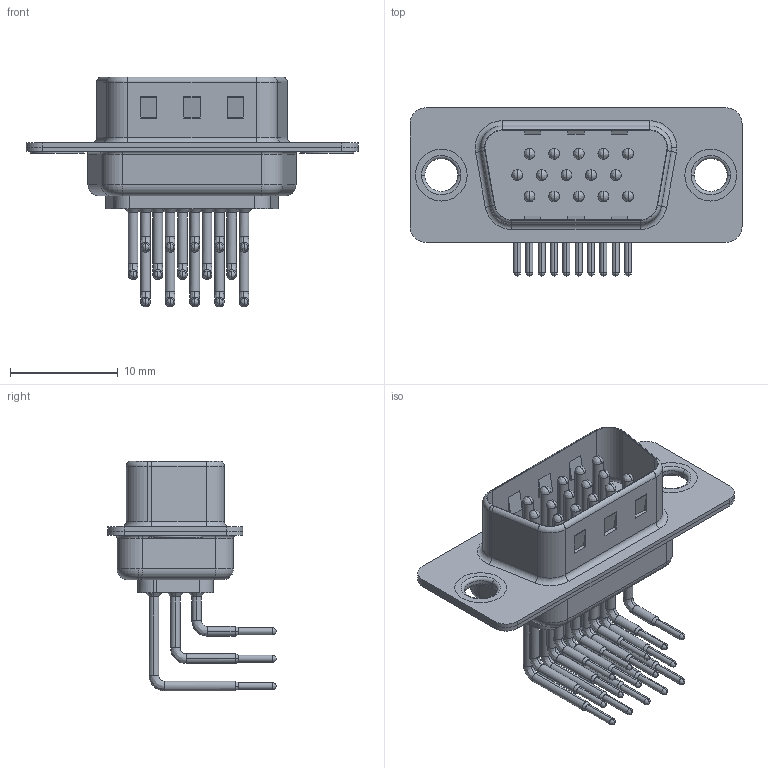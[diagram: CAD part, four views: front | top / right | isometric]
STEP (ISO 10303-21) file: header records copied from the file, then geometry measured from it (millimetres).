
FILE_DESCRIPTION (( 'STEP AP203' ), '1' );
FILE_NAME ('633-M15-263-BT1.STEP', '2018-09-27T21:06:47', ( '' ), ( '' ), 'SwSTEP 2.0', 'SolidWorks 2016', '' );
FILE_SCHEMA (( 'CONFIG_CONTROL_DESIGN' ));
Length unit declared in the file: millimetre
Products named in the file (8): 633M Thru Hole Rivet; 633-M15-263-BT1; 633M Housing_15 Contacts; 633M Shell Front_15 Contacts; 633M Shell Rear_15 Contacts; 633M Contact Row 1; 633M Contact Row 2; 633M Contact Row 3
Assembly tree (20 placements, depth 2):
  633-M15-263-BT1
    633M Housing_15 Contacts
    633M Shell Front_15 Contacts
    633M Shell Rear_15 Contacts
    633M Contact Row 1  x5
    633M Contact Row 2  x5
    633M Contact Row 3  x5
    633M Thru Hole Rivet  x2
Bounding box: 30.8 x 15.6 x 21.32 mm (x, y, z)
Volume: 1371.5 mm3; surface area: 4479.8 mm2
Topology: 20 solids, 20 shells, 1928 faces, 5335 edges, 3458 vertices
Faces by surface type: plane 1067, cylinder 653, bspline 90, cone 60, torus 58
Entity records: 22574 total; most frequent: CARTESIAN_POINT 3958, DIRECTION 3815, ORIENTED_EDGE 3542, EDGE_CURVE 1771, AXIS2_PLACEMENT_3D 1370, VERTEX_POINT 1146, LINE 1075, VECTOR 1075
